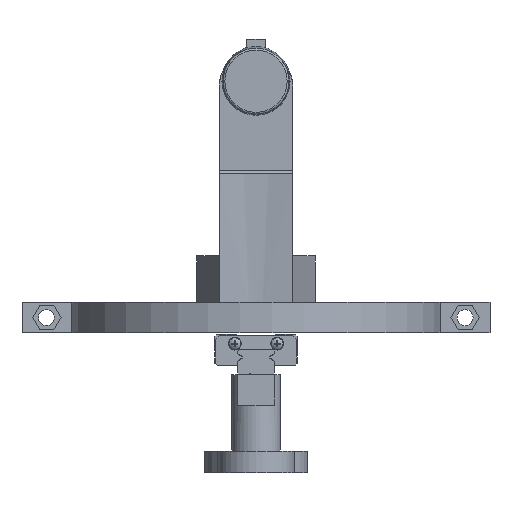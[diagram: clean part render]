
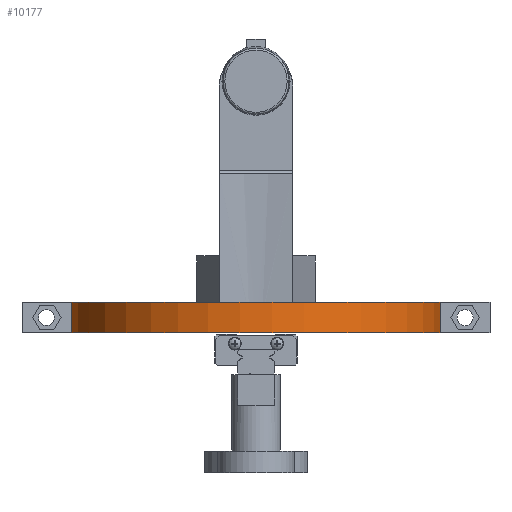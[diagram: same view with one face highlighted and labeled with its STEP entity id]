
A CAD part, left-side view. The second image highlights one B-rep face of the part: STEP entity #10177.
In plain terms, the highlighted cylindrical face has radius 60.5 mm (diameter 121 mm), a partial arc.
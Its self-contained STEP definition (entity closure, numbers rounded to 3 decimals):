
#470=CYLINDRICAL_SURFACE('',#11237,60.5);
#919=CIRCLE('',#11235,60.5);
#920=CIRCLE('',#11238,60.5);
#1394=FACE_OUTER_BOUND('',#1996,.T.);
#1996=EDGE_LOOP('',(#8649,#8650,#8651,#8652));
#2891=LINE('',#16748,#3818);
#2894=LINE('',#16754,#3821);
#3818=VECTOR('',#13736,10.);
#3821=VECTOR('',#13741,10.);
#4754=VERTEX_POINT('',#16739);
#4755=VERTEX_POINT('',#16741);
#4757=VERTEX_POINT('',#16747);
#4759=VERTEX_POINT('',#16753);
#6098=EDGE_CURVE('',#4755,#4754,#919,.T.);
#6101=EDGE_CURVE('',#4755,#4757,#2891,.T.);
#6104=EDGE_CURVE('',#4754,#4759,#2894,.T.);
#6105=EDGE_CURVE('',#4757,#4759,#920,.T.);
#8649=ORIENTED_EDGE('',*,*,#6098,.T.);
#8650=ORIENTED_EDGE('',*,*,#6104,.T.);
#8651=ORIENTED_EDGE('',*,*,#6105,.F.);
#8652=ORIENTED_EDGE('',*,*,#6101,.F.);
#10177=ADVANCED_FACE('',(#1394),#470,.T.);
#11235=AXIS2_PLACEMENT_3D('',#16742,#13730,#13731);
#11237=AXIS2_PLACEMENT_3D('',#16752,#13739,#13740);
#11238=AXIS2_PLACEMENT_3D('',#16755,#13742,#13743);
#13730=DIRECTION('center_axis',(0.,0.,1.));
#13731=DIRECTION('ref_axis',(1.,0.,0.));
#13736=DIRECTION('',(0.,0.,1.));
#13739=DIRECTION('center_axis',(0.,0.,1.));
#13740=DIRECTION('ref_axis',(-1.,0.,0.));
#13741=DIRECTION('',(0.,0.,1.));
#13742=DIRECTION('center_axis',(0.,0.,1.));
#13743=DIRECTION('ref_axis',(1.,0.,0.));
#16739=CARTESIAN_POINT('',(-6.,-60.202,0.));
#16741=CARTESIAN_POINT('',(-6.,60.202,0.));
#16742=CARTESIAN_POINT('Origin',(0.,0.,0.));
#16747=CARTESIAN_POINT('',(-6.,60.202,10.));
#16748=CARTESIAN_POINT('',(-6.,60.202,0.));
#16752=CARTESIAN_POINT('Origin',(0.,0.,0.));
#16753=CARTESIAN_POINT('',(-6.,-60.202,10.));
#16754=CARTESIAN_POINT('',(-6.,-60.202,0.));
#16755=CARTESIAN_POINT('Origin',(0.,0.,10.));
